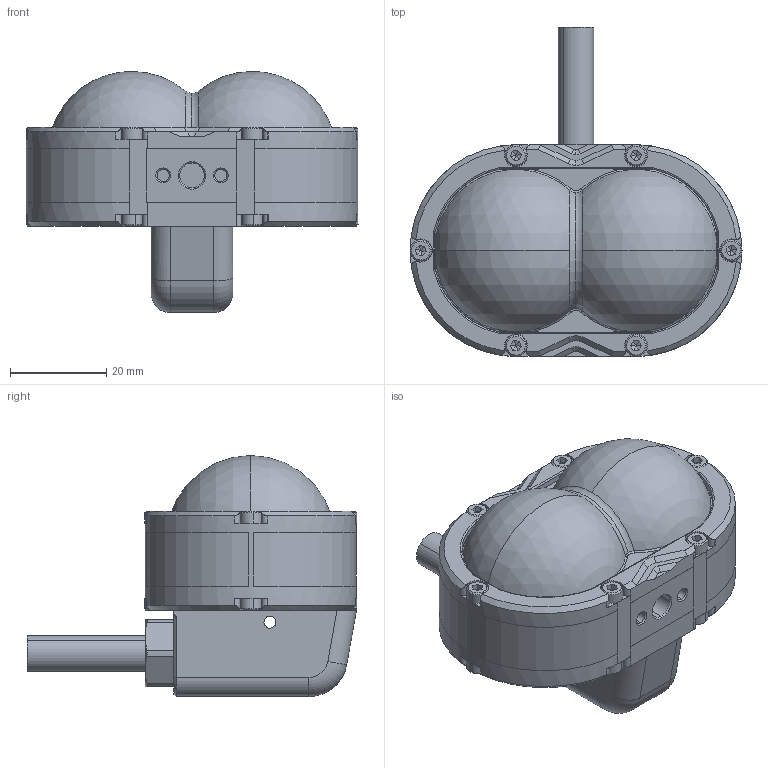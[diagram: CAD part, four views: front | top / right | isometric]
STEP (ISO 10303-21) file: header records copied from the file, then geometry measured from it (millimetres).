
FILE_DESCRIPTION (( 'STEP AP203' ), '1' );
FILE_NAME ('宇树双目装配体1外观.STEP', '2025-03-01T08:52:30', ( '' ), ( '' ), 'SwSTEP 2.0', 'SolidWorks 2022', '' );
FILE_SCHEMA (( 'CONFIG_CONTROL_DESIGN' ));
Length unit declared in the file: millimetre
Products named in the file (1): 宇树双目装配体1外观
Bounding box: 69.09 x 68.54 x 50.19 mm (x, y, z)
Volume: 70206.7 mm3; surface area: 22043.2 mm2
Topology: 17 solids, 22 shells, 986 faces, 2443 edges, 1506 vertices
Faces by surface type: plane 418, cylinder 363, bspline 88, cone 81, torus 28, sphere 8
Entity records: 31070 total; most frequent: CARTESIAN_POINT 9679, ORIENTED_EDGE 4854, DIRECTION 4047, EDGE_CURVE 2427, AXIS2_PLACEMENT_3D 1604, VERTEX_POINT 1506, EDGE_LOOP 1029, ADVANCED_FACE 986
